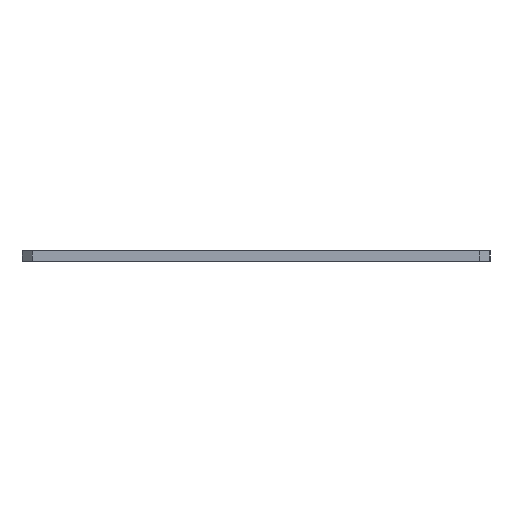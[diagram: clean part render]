
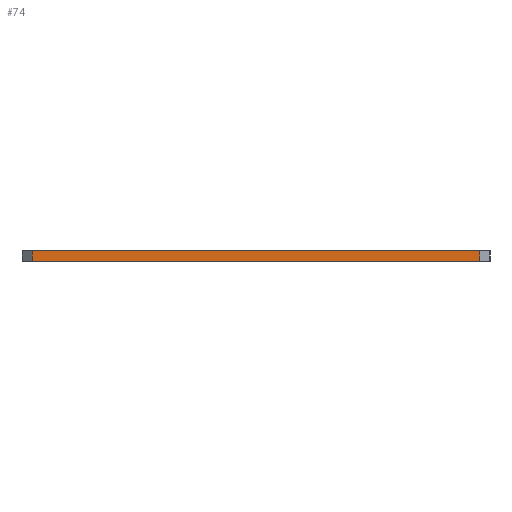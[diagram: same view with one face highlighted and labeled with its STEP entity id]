
A CAD part, front view. The second image highlights one B-rep face of the part: STEP entity #74.
In plain terms, the highlighted planar face has unit normal (0, -1, 0).
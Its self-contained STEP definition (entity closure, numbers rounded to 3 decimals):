
#1 = VECTOR ( 'NONE', #136, 1000. ) ;
#40 = DIRECTION ( 'NONE',  ( 0., 0., 1. ) ) ;
#51 = LINE ( 'NONE', #693, #687 ) ;
#74 = ADVANCED_FACE ( 'NONE', ( #398 ), #106, .F. ) ;
#102 = CARTESIAN_POINT ( 'NONE',  ( 0., -180., -2. ) ) ;
#105 = EDGE_CURVE ( 'NONE', #249, #679, #51, .T. ) ;
#106 = PLANE ( 'NONE',  #415 ) ;
#113 = VECTOR ( 'NONE', #270, 1000. ) ;
#136 = DIRECTION ( 'NONE',  ( 0., 0., 1. ) ) ;
#148 = ORIENTED_EDGE ( 'NONE', *, *, #105, .T. ) ;
#154 = VERTEX_POINT ( 'NONE', #635 ) ;
#175 = DIRECTION ( 'NONE',  ( 0., 1., 0. ) ) ;
#194 = CARTESIAN_POINT ( 'NONE',  ( 88., -180., -2. ) ) ;
#203 = VECTOR ( 'NONE', #750, 1000. ) ;
#249 = VERTEX_POINT ( 'NONE', #534 ) ;
#270 = DIRECTION ( 'NONE',  ( -1., 0., 0. ) ) ;
#298 = LINE ( 'NONE', #660, #1 ) ;
#318 = CARTESIAN_POINT ( 'NONE',  ( 0., -180., 0. ) ) ;
#344 = EDGE_CURVE ( 'NONE', #690, #154, #298, .T. ) ;
#398 = FACE_OUTER_BOUND ( 'NONE', #426, .T. ) ;
#415 = AXIS2_PLACEMENT_3D ( 'NONE', #102, #175, #40 ) ;
#426 = EDGE_LOOP ( 'NONE', ( #659, #702, #528, #148 ) ) ;
#441 = LINE ( 'NONE', #506, #203 ) ;
#454 = LINE ( 'NONE', #318, #113 ) ;
#460 = EDGE_CURVE ( 'NONE', #690, #679, #441, .T. ) ;
#472 = EDGE_CURVE ( 'NONE', #154, #249, #454, .T. ) ;
#506 = CARTESIAN_POINT ( 'NONE',  ( 0., -180., -2. ) ) ;
#522 = DIRECTION ( 'NONE',  ( 0., 0., -1. ) ) ;
#528 = ORIENTED_EDGE ( 'NONE', *, *, #472, .T. ) ;
#534 = CARTESIAN_POINT ( 'NONE',  ( 2., -180., 0. ) ) ;
#605 = CARTESIAN_POINT ( 'NONE',  ( 2., -180., -2. ) ) ;
#635 = CARTESIAN_POINT ( 'NONE',  ( 88., -180., 0. ) ) ;
#659 = ORIENTED_EDGE ( 'NONE', *, *, #460, .F. ) ;
#660 = CARTESIAN_POINT ( 'NONE',  ( 88., -180., -2. ) ) ;
#679 = VERTEX_POINT ( 'NONE', #605 ) ;
#687 = VECTOR ( 'NONE', #522, 1000. ) ;
#690 = VERTEX_POINT ( 'NONE', #194 ) ;
#693 = CARTESIAN_POINT ( 'NONE',  ( 2., -180., -2. ) ) ;
#702 = ORIENTED_EDGE ( 'NONE', *, *, #344, .T. ) ;
#750 = DIRECTION ( 'NONE',  ( -1., 0., 0. ) ) ;
